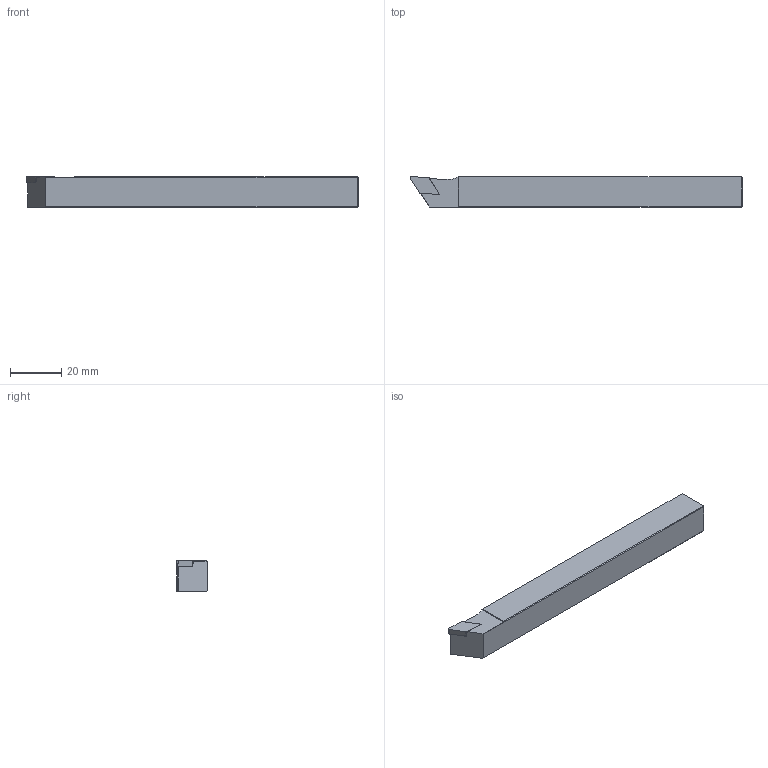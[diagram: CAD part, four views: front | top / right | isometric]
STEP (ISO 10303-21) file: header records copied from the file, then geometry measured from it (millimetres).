
FILE_DESCRIPTION(/* description */ (''),/* implementation_level */ '2;1');
FILE_NAME(/* name */ 'SDJCL-1212-X07-S.stp',/* time_stamp */ '2023-10-10T20:47:29+03:00',/* author */ (''),/* organization */ (''),/* preprocessor_version */ 'ST-DEVELOPER v19.4',/* originating_system */ 'SIEMENS PLM Software NX2306.3001',/* authorisation */ '');
FILE_SCHEMA (('AUTOMOTIVE_DESIGN { 1 0 10303 214 3 1 1 1 }'));
Length unit declared in the file: millimetre
Products named in the file (1): model1
Bounding box: 130 x 12 x 12 mm (x, y, z)
Volume: 17958.1 mm3; surface area: 6424.2 mm2
Topology: 2 solids, 2 shells, 32 faces, 75 edges, 47 vertices
Faces by surface type: plane 26, cylinder 4, cone 2
Entity records: 929 total; most frequent: CARTESIAN_POINT 155, DIRECTION 154, ORIENTED_EDGE 150, EDGE_CURVE 75, LINE 62, VECTOR 62, VERTEX_POINT 47, AXIS2_PLACEMENT_3D 46
